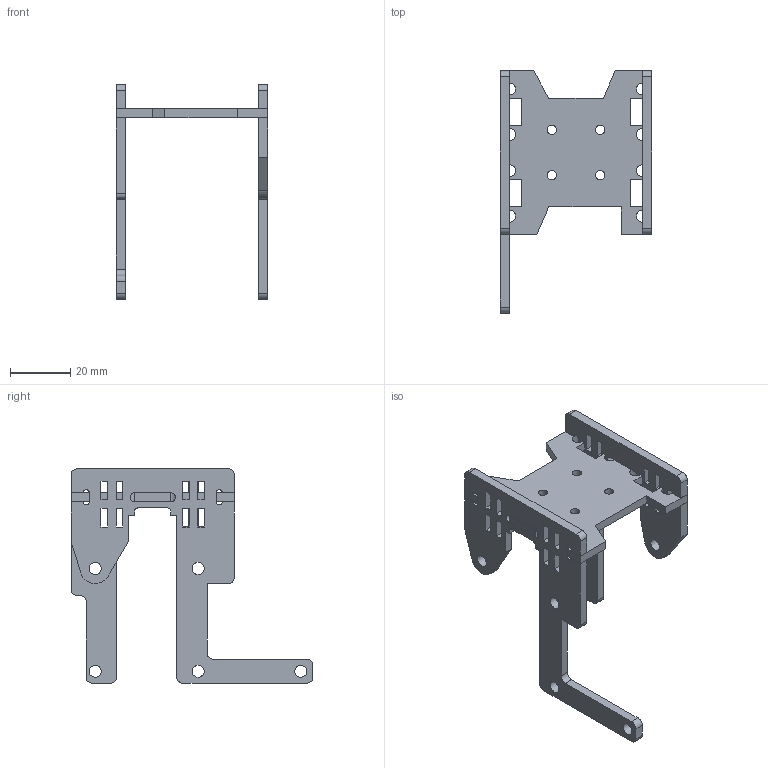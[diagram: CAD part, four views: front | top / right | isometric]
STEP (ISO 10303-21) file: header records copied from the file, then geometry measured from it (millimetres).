
FILE_DESCRIPTION(('HOOPS Exchange Step'),'2;1');
FILE_NAME('temp_export.step','2020-02-11T17:01:06+00:00',('mobile'),('Shapr3D Limited'),'HOOPS Exchange 2018.1','Shapr3D','Authorized');
FILE_SCHEMA( ('AP203_CONFIGURATION_CONTROLLED_3D_DESIGN_OF_MECHANICAL_PARTS_AND_ASSEMBLIES_MIM_LF') );
Length unit declared in the file: millimetre
Products named in the file (1): temp_export.x_b
Bounding box: 50 x 80 x 71 mm (x, y, z)
Volume: 16214.5 mm3; surface area: 15261 mm2
Topology: 3 solids, 3 shells, 227 faces, 685 edges, 464 vertices
Faces by surface type: plane 168, cylinder 59
Full cylindrical faces by diameter (mm): 3 x4, 4 x7
Entity records: 7833 total; most frequent: CARTESIAN_POINT 1377, ORIENTED_EDGE 1370, DIRECTION 1281, EDGE_CURVE 685, VECTOR 545, LINE 545, VERTEX_POINT 464, AXIS2_PLACEMENT_3D 368
